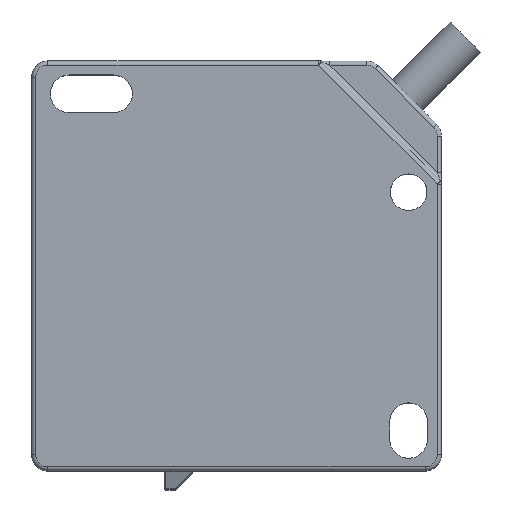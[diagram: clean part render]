
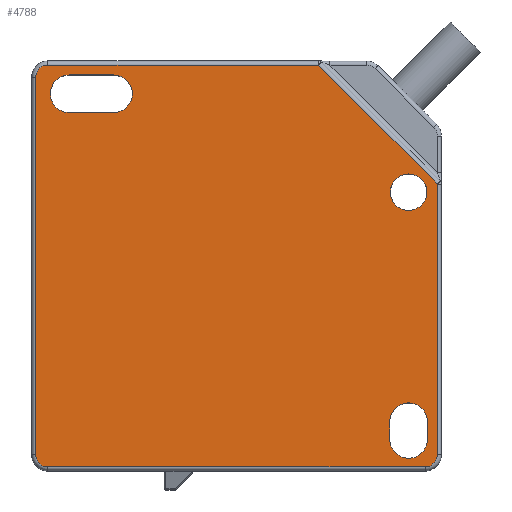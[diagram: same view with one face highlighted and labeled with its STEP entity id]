
A CAD part, top view. The second image highlights one B-rep face of the part: STEP entity #4788.
In plain terms, the highlighted planar face has unit normal (0, 0, 1).
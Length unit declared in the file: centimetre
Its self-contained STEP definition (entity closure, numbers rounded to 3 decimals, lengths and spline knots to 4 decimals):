
#245=LINE('',#7652,#626);
#248=LINE('',#7663,#629);
#249=LINE('',#7667,#630);
#250=LINE('',#7671,#631);
#251=LINE('',#7675,#632);
#252=LINE('',#7683,#633);
#253=LINE('',#7686,#634);
#254=LINE('',#7691,#635);
#255=LINE('',#7694,#636);
#626=VECTOR('',#6041,2.0516);
#629=VECTOR('',#6058,3.2993);
#630=VECTOR('',#6063,3.2993);
#631=VECTOR('',#6066,4.6);
#632=VECTOR('',#6069,4.6);
#633=VECTOR('',#6076,0.54);
#634=VECTOR('',#6079,0.54);
#635=VECTOR('',#6082,0.215);
#636=VECTOR('',#6085,0.215);
#1219=PLANE('',#5207);
#1322=FACE_BOUND('',#1730,.T.);
#1323=FACE_BOUND('',#1731,.T.);
#1324=FACE_BOUND('',#1732,.T.);
#1436=FACE_OUTER_BOUND('',#1729,.T.);
#1729=EDGE_LOOP('',(#3635,#3636,#3637,#3638,#3639,#3640,#3641,#3642));
#1730=EDGE_LOOP('',(#3643));
#1731=EDGE_LOOP('',(#3644,#3645,#3646,#3647));
#1732=EDGE_LOOP('',(#3648,#3649,#3650,#3651));
#2076=CIRCLE('',#5208,0.15);
#2077=CIRCLE('',#5209,0.15);
#2078=CIRCLE('',#5210,0.15);
#2079=CIRCLE('',#5211,0.2225);
#2080=CIRCLE('',#5212,0.23);
#2081=CIRCLE('',#5213,0.23);
#2082=CIRCLE('',#5214,0.23);
#2083=CIRCLE('',#5215,0.23);
#2323=VERTEX_POINT('',#7647);
#2324=VERTEX_POINT('',#7650);
#2325=VERTEX_POINT('',#7662);
#2326=VERTEX_POINT('',#7666);
#2327=VERTEX_POINT('',#7668);
#2328=VERTEX_POINT('',#7670);
#2329=VERTEX_POINT('',#7672);
#2330=VERTEX_POINT('',#7674);
#2331=VERTEX_POINT('',#7677);
#2332=VERTEX_POINT('',#7679);
#2333=VERTEX_POINT('',#7680);
#2334=VERTEX_POINT('',#7682);
#2335=VERTEX_POINT('',#7684);
#2336=VERTEX_POINT('',#7687);
#2337=VERTEX_POINT('',#7688);
#2338=VERTEX_POINT('',#7690);
#2339=VERTEX_POINT('',#7692);
#2810=EDGE_CURVE('',#2324,#2323,#245,.T.);
#2815=EDGE_CURVE('',#2323,#2325,#248,.T.);
#2817=EDGE_CURVE('',#2326,#2324,#249,.T.);
#2818=EDGE_CURVE('',#2327,#2326,#2076,.T.);
#2819=EDGE_CURVE('',#2328,#2327,#250,.T.);
#2820=EDGE_CURVE('',#2329,#2328,#2077,.T.);
#2821=EDGE_CURVE('',#2330,#2329,#251,.T.);
#2822=EDGE_CURVE('',#2325,#2330,#2078,.T.);
#2823=EDGE_CURVE('',#2331,#2331,#2079,.T.);
#2824=EDGE_CURVE('',#2332,#2333,#2080,.T.);
#2825=EDGE_CURVE('',#2333,#2334,#252,.T.);
#2826=EDGE_CURVE('',#2334,#2335,#2081,.T.);
#2827=EDGE_CURVE('',#2335,#2332,#253,.T.);
#2828=EDGE_CURVE('',#2336,#2337,#2082,.T.);
#2829=EDGE_CURVE('',#2337,#2338,#254,.T.);
#2830=EDGE_CURVE('',#2338,#2339,#2083,.T.);
#2831=EDGE_CURVE('',#2339,#2336,#255,.T.);
#3635=ORIENTED_EDGE('',*,*,#2810,.F.);
#3636=ORIENTED_EDGE('',*,*,#2817,.F.);
#3637=ORIENTED_EDGE('',*,*,#2818,.F.);
#3638=ORIENTED_EDGE('',*,*,#2819,.F.);
#3639=ORIENTED_EDGE('',*,*,#2820,.F.);
#3640=ORIENTED_EDGE('',*,*,#2821,.F.);
#3641=ORIENTED_EDGE('',*,*,#2822,.F.);
#3642=ORIENTED_EDGE('',*,*,#2815,.F.);
#3643=ORIENTED_EDGE('',*,*,#2823,.T.);
#3644=ORIENTED_EDGE('',*,*,#2824,.T.);
#3645=ORIENTED_EDGE('',*,*,#2825,.T.);
#3646=ORIENTED_EDGE('',*,*,#2826,.T.);
#3647=ORIENTED_EDGE('',*,*,#2827,.T.);
#3648=ORIENTED_EDGE('',*,*,#2828,.T.);
#3649=ORIENTED_EDGE('',*,*,#2829,.T.);
#3650=ORIENTED_EDGE('',*,*,#2830,.T.);
#3651=ORIENTED_EDGE('',*,*,#2831,.T.);
#4788=ADVANCED_FACE('',(#1436,#1322,#1323,#1324),#1219,.T.);
#5207=AXIS2_PLACEMENT_3D('',#7665,#6061,#6062);
#5208=AXIS2_PLACEMENT_3D('',#7669,#6064,#6065);
#5209=AXIS2_PLACEMENT_3D('',#7673,#6067,#6068);
#5210=AXIS2_PLACEMENT_3D('',#7676,#6070,#6071);
#5211=AXIS2_PLACEMENT_3D('',#7678,#6072,#6073);
#5212=AXIS2_PLACEMENT_3D('',#7681,#6074,#6075);
#5213=AXIS2_PLACEMENT_3D('',#7685,#6077,#6078);
#5214=AXIS2_PLACEMENT_3D('',#7689,#6080,#6081);
#5215=AXIS2_PLACEMENT_3D('',#7693,#6083,#6084);
#6041=DIRECTION('',(0.707,-0.707,0.));
#6058=DIRECTION('',(0.,-1.,0.));
#6061=DIRECTION('center_axis',(0.,0.,1.));
#6062=DIRECTION('ref_axis',(1.,0.,0.));
#6063=DIRECTION('',(1.,0.,0.));
#6064=DIRECTION('center_axis',(0.,0.,-1.));
#6065=DIRECTION('ref_axis',(-0.707,0.707,0.));
#6066=DIRECTION('',(0.,1.,0.));
#6067=DIRECTION('center_axis',(0.,0.,-1.));
#6068=DIRECTION('ref_axis',(-0.707,-0.707,0.));
#6069=DIRECTION('',(-1.,0.,0.));
#6070=DIRECTION('center_axis',(0.,0.,-1.));
#6071=DIRECTION('ref_axis',(0.707,-0.707,0.));
#6072=DIRECTION('center_axis',(0.,0.,-1.));
#6073=DIRECTION('ref_axis',(-1.,0.,0.));
#6074=DIRECTION('center_axis',(0.,0.,-1.));
#6075=DIRECTION('ref_axis',(1.,0.,0.));
#6076=DIRECTION('',(1.,0.,0.));
#6077=DIRECTION('center_axis',(0.,0.,-1.));
#6078=DIRECTION('ref_axis',(1.,0.,0.));
#6079=DIRECTION('',(-1.,0.,0.));
#6080=DIRECTION('center_axis',(0.,0.,-1.));
#6081=DIRECTION('ref_axis',(1.,0.,0.));
#6082=DIRECTION('',(0.,1.,0.));
#6083=DIRECTION('center_axis',(0.,0.,-1.));
#6084=DIRECTION('ref_axis',(1.,0.,0.));
#6085=DIRECTION('',(0.,-1.,0.));
#7647=CARTESIAN_POINT('',(2.45,0.9993,1.7));
#7650=CARTESIAN_POINT('',(0.9993,2.45,1.7));
#7652=CARTESIAN_POINT('',(2.0946,1.3546,1.7));
#7662=CARTESIAN_POINT('',(2.45,-2.3,1.7));
#7663=CARTESIAN_POINT('',(2.45,0.625,1.7));
#7665=CARTESIAN_POINT('Origin',(-1.25,-1.25,1.7));
#7666=CARTESIAN_POINT('',(-2.3,2.45,1.7));
#7667=CARTESIAN_POINT('',(-1.875,2.45,1.7));
#7668=CARTESIAN_POINT('',(-2.45,2.3,1.7));
#7669=CARTESIAN_POINT('Origin',(-2.3,2.3,1.7));
#7670=CARTESIAN_POINT('',(-2.45,-2.3,1.7));
#7671=CARTESIAN_POINT('',(-2.45,-1.875,1.7));
#7672=CARTESIAN_POINT('',(-2.3,-2.45,1.7));
#7673=CARTESIAN_POINT('Origin',(-2.3,-2.3,1.7));
#7674=CARTESIAN_POINT('',(2.3,-2.45,1.7));
#7675=CARTESIAN_POINT('',(-0.625,-2.45,1.7));
#7676=CARTESIAN_POINT('Origin',(2.3,-2.3,1.7));
#7677=CARTESIAN_POINT('',(2.3225,0.9,1.7));
#7678=CARTESIAN_POINT('Origin',(2.1,0.9,1.7));
#7679=CARTESIAN_POINT('',(-2.04,1.87,1.7));
#7680=CARTESIAN_POINT('',(-2.04,2.33,1.7));
#7681=CARTESIAN_POINT('Origin',(-2.04,2.1,1.7));
#7682=CARTESIAN_POINT('',(-1.5,2.33,1.7));
#7683=CARTESIAN_POINT('',(-1.375,2.33,1.7));
#7684=CARTESIAN_POINT('',(-1.5,1.87,1.7));
#7685=CARTESIAN_POINT('Origin',(-1.5,2.1,1.7));
#7686=CARTESIAN_POINT('',(-1.645,1.87,1.7));
#7687=CARTESIAN_POINT('',(2.33,-2.115,1.7));
#7688=CARTESIAN_POINT('',(1.87,-2.115,1.7));
#7689=CARTESIAN_POINT('Origin',(2.1,-2.115,1.7));
#7690=CARTESIAN_POINT('',(1.87,-1.9,1.7));
#7691=CARTESIAN_POINT('',(1.87,-1.575,1.7));
#7692=CARTESIAN_POINT('',(2.33,-1.9,1.7));
#7693=CARTESIAN_POINT('Origin',(2.1,-1.9,1.7));
#7694=CARTESIAN_POINT('',(2.33,-1.6825,1.7));
